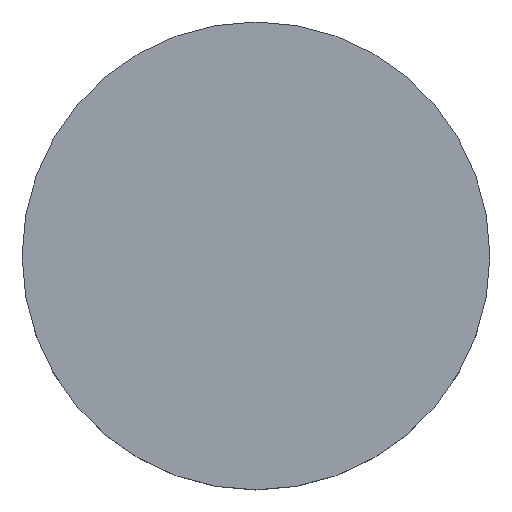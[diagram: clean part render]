
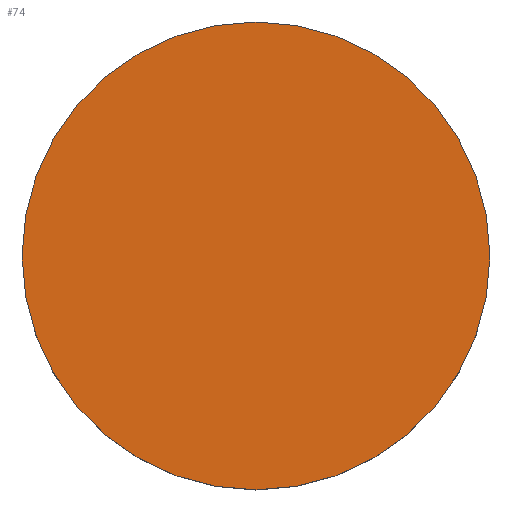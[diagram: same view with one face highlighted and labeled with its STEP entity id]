
A CAD part, top view. The second image highlights one B-rep face of the part: STEP entity #74.
In plain terms, the highlighted planar face has unit normal (0, 0, 1).
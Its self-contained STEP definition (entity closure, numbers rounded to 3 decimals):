
#1 = CIRCLE ( 'NONE', #97, 5. ) ;
#2 = EDGE_CURVE ( 'NONE', #64, #144, #1, .T. ) ;
#5 = DIRECTION ( 'NONE',  ( 1., 0., 0. ) ) ;
#10 = DIRECTION ( 'NONE',  ( 0., 0., 1. ) ) ;
#19 = CARTESIAN_POINT ( 'NONE',  ( 0., 0., 0.875 ) ) ;
#27 = CARTESIAN_POINT ( 'NONE',  ( -5., 0., 0.875 ) ) ;
#30 = DIRECTION ( 'NONE',  ( 0., 0., 1. ) ) ;
#34 = EDGE_LOOP ( 'NONE', ( #108, #128 ) ) ;
#54 = CARTESIAN_POINT ( 'NONE',  ( 5., 0., 0.875 ) ) ;
#64 = VERTEX_POINT ( 'NONE', #27 ) ;
#65 = CARTESIAN_POINT ( 'NONE',  ( 0., 0., 0.875 ) ) ;
#72 = PLANE ( 'NONE',  #142 ) ;
#73 = DIRECTION ( 'NONE',  ( 0., 0., 1. ) ) ;
#74 = ADVANCED_FACE ( 'NONE', ( #79 ), #72, .T. ) ;
#78 = DIRECTION ( 'NONE',  ( 1., 0., 0. ) ) ;
#79 = FACE_OUTER_BOUND ( 'NONE', #34, .T. ) ;
#97 = AXIS2_PLACEMENT_3D ( 'NONE', #154, #73, #5 ) ;
#104 = AXIS2_PLACEMENT_3D ( 'NONE', #65, #10, #78 ) ;
#108 = ORIENTED_EDGE ( 'NONE', *, *, #2, .T. ) ;
#124 = CIRCLE ( 'NONE', #104, 5. ) ;
#126 = DIRECTION ( 'NONE',  ( 1., 0., 0. ) ) ;
#128 = ORIENTED_EDGE ( 'NONE', *, *, #170, .T. ) ;
#142 = AXIS2_PLACEMENT_3D ( 'NONE', #19, #30, #126 ) ;
#144 = VERTEX_POINT ( 'NONE', #54 ) ;
#154 = CARTESIAN_POINT ( 'NONE',  ( 0., 0., 0.875 ) ) ;
#170 = EDGE_CURVE ( 'NONE', #144, #64, #124, .T. ) ;
